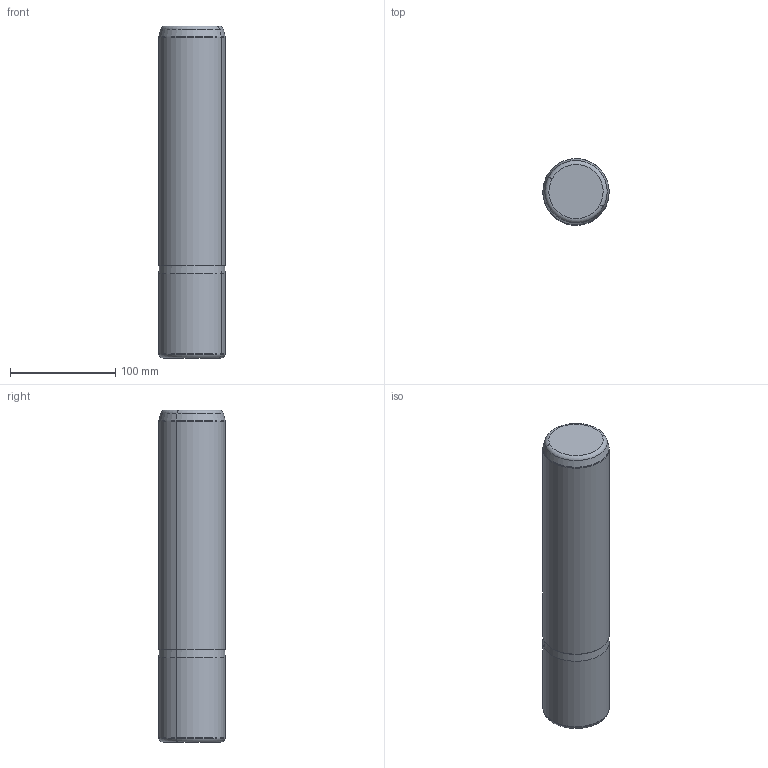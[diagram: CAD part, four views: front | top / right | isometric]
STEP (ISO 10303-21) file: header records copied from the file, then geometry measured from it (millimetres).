
FILE_DESCRIPTION(('CATIA V5 STEP Exchange'),'2;1');
FILE_NAME('RDCO106.63315.stp','2017-03-01T09:17:07+00:00',('none'),('none'),'CATIA Version 5 Release 19 GA (IN-10)','CATIA V5 STEP AP203','none');
FILE_SCHEMA(('CONFIG_CONTROL_DESIGN'));
Length unit declared in the file: millimetre
Products named in the file (1): RDCO106.63315
Bounding box: 62.98 x 62.98 x 315 mm (x, y, z)
Volume: 977966.6 mm3; surface area: 67623.8 mm2
Topology: 1 solids, 1 shells, 19 faces, 39 edges, 27 vertices
Faces by surface type: cone 6, torus 6, cylinder 4, plane 3
Entity records: 497 total; most frequent: CARTESIAN_POINT 80, ORIENTED_EDGE 72, DIRECTION 65, AXIS2_PLACEMENT_3D 40, EDGE_CURVE 36, CIRCLE 26, EDGE_LOOP 20, VERTEX_POINT 20
